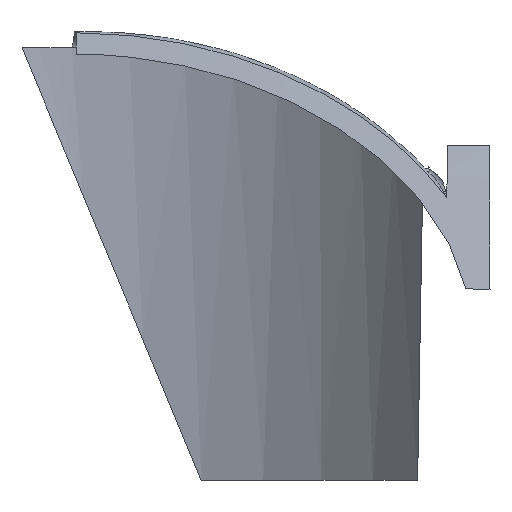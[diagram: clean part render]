
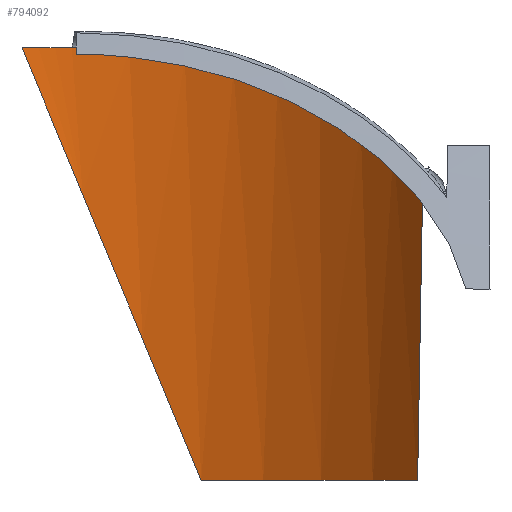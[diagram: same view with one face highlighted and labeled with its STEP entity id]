
A CAD part, top view. The second image highlights one B-rep face of the part: STEP entity #794092.
In plain terms, the highlighted cylindrical face has radius 7.3 mm (diameter 14.6 mm), a partial arc.
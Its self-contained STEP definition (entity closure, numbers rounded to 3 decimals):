
#794079=CARTESIAN_POINT('',(-35.,53.646,109.));
#794080=DIRECTION('',(0.,1.,0.));
#794081=DIRECTION('',(0.814,0.,-0.581));
#794082=AXIS2_PLACEMENT_3D('',#794079,#794080,#794081);
#794083=CYLINDRICAL_SURFACE('34738',#794082,7.3);
#794084=ORIENTED_EDGE('60319',*,*,#794053,.T.);
#794085=ORIENTED_EDGE('60323',*,*,#793801,.F.);
#794086=ORIENTED_EDGE('49257',*,*,#793240,.T.);
#794088=ORIENTED_EDGE('28880',*,*,#794087,.T.);
#794089=ORIENTED_EDGE('60320',*,*,#794064,.F.);
#794090=EDGE_LOOP('34738',(#794084,#794085,#794086,#794088,#794089));
#794091=FACE_OUTER_BOUND('34738',#794090,.F.);
#794092=ADVANCED_FACE('34738',(#794091),#794083,.T.);
#765115=CARTESIAN_POINT('',(-35.072,62.452,
101.7));
#765116=VERTEX_POINT('',#765115);
#765133=VERTEX_POINT('',#726159);
#765135=VERTEX_POINT('',#726232);
#759371=VERTEX_POINT('',#726283);
#759372=VERTEX_POINT('',#726288);
#793240=EDGE_CURVE('49257',#765116,#759371,#726083,.T.);
#793801=EDGE_CURVE('60323',#765116,#765133,#726155,.T.);
#794053=EDGE_CURVE('60319',#765135,#765133,#726279,.T.);
#794064=EDGE_CURVE('60320',#765135,#759372,#726247,.T.);
#794087=EDGE_CURVE('28880',#759371,#759372,#726289,.T.);
#726083=CIRCLE('49257',#726082,7.3);
#726155=B_SPLINE_CURVE_WITH_KNOTS('60323',3,(#726133,#726134,#726135,#726136,
#726137,#726138,#726139,#726140,#726141,#726142,#726143,#726144,#726145,#726146,
#726147,#726148,#726149,#726150,#726151,#726152,#726153,#726154),.UNSPECIFIED.,
.F.,.F.,(4,1,1,1,1,1,1,1,1,1,1,1,1,1,1,1,1,1,1,4),(0.,0.016,
0.032,0.064,0.096,0.128,
0.192,0.256,0.319,0.383,
0.447,0.511,0.639,0.703,
0.767,0.831,0.895,0.958,
0.99,1.),.UNSPECIFIED.);
#726247=CIRCLE('60320',#726246,7.3);
#726279=B_SPLINE_CURVE_WITH_KNOTS('60319',3,(#726273,#726274,#726275,#726276,
#726277,#726278),.UNSPECIFIED.,.F.,.F.,(4,1,1,4),(0.,0.5,0.75,1.),
.UNSPECIFIED.);
#726289=B_SPLINE_CURVE_WITH_KNOTS('28880',3,(#726283,#726284,#726285,#726286,
#726287,#726288),.UNSPECIFIED.,.F.,.F.,(4,1,1,4),(0.,0.333,
0.667,1.),.UNSPECIFIED.);
#726079=CARTESIAN_POINT('',(-35.,62.452,109.));
#726080=DIRECTION('',(0.,1.,0.));
#726081=DIRECTION('',(-0.01,0.,-1.));
#726082=AXIS2_PLACEMENT_3D('',#726079,#726080,#726081);
#726133=CARTESIAN_POINT('',(-35.072,62.452,
101.7));
#726134=CARTESIAN_POINT('',(-35.031,62.452,
101.7));
#726135=CARTESIAN_POINT('',(-34.948,62.452,
101.7));
#726136=CARTESIAN_POINT('',(-34.785,62.45,
101.702));
#726137=CARTESIAN_POINT('',(-34.583,62.444,
101.71));
#726138=CARTESIAN_POINT('',(-34.343,62.431,
101.728));
#726139=CARTESIAN_POINT('',(-34.022,62.406,
101.763));
#726140=CARTESIAN_POINT('',(-33.623,62.358,
101.827));
#726141=CARTESIAN_POINT('',(-33.162,62.282,
101.931));
#726142=CARTESIAN_POINT('',(-32.74,62.194,
102.051));
#726143=CARTESIAN_POINT('',(-32.345,62.092,
102.19));
#726144=CARTESIAN_POINT('',(-31.971,61.976,
102.35));
#726145=CARTESIAN_POINT('',(-31.486,61.8,
102.593));
#726146=CARTESIAN_POINT('',(-31.002,61.591,
102.885));
#726147=CARTESIAN_POINT('',(-30.537,61.353,
103.22));
#726148=CARTESIAN_POINT('',(-30.203,61.162,
103.492));
#726149=CARTESIAN_POINT('',(-29.888,60.96,
103.781));
#726150=CARTESIAN_POINT('',(-29.591,60.746,
104.09));
#726151=CARTESIAN_POINT('',(-29.36,60.559,
104.361));
#726152=CARTESIAN_POINT('',(-29.214,60.43,
104.547));
#726153=CARTESIAN_POINT('',(-29.159,60.379,
104.622));
#726154=CARTESIAN_POINT('',(-29.146,60.367,
104.639));
#726159=CARTESIAN_POINT('',(-29.146,60.367,
104.639));
#726232=CARTESIAN_POINT('',(-29.236,55.15,104.52));
#726243=CARTESIAN_POINT('',(-35.,55.15,109.));
#726244=DIRECTION('',(0.,1.,0.));
#726245=DIRECTION('',(0.79,0.,-0.614));
#726246=AXIS2_PLACEMENT_3D('',#726243,#726244,#726245);
#726273=CARTESIAN_POINT('',(-29.236,55.15,104.52));
#726274=CARTESIAN_POINT('',(-29.221,56.02,
104.54));
#726275=CARTESIAN_POINT('',(-29.199,57.324,
104.569));
#726276=CARTESIAN_POINT('',(-29.168,59.063,
104.609));
#726277=CARTESIAN_POINT('',(-29.153,59.932,
104.629));
#726278=CARTESIAN_POINT('',(-29.146,60.367,
104.639));
#726283=CARTESIAN_POINT('',(-35.913,62.452,
101.757));
#726284=CARTESIAN_POINT('',(-35.57,61.624,
101.714));
#726285=CARTESIAN_POINT('',(-34.889,59.978,
101.677));
#726286=CARTESIAN_POINT('',(-33.871,57.521,
101.764));
#726287=CARTESIAN_POINT('',(-33.214,55.934,
101.914));
#726288=CARTESIAN_POINT('',(-32.889,55.15,102.012));
